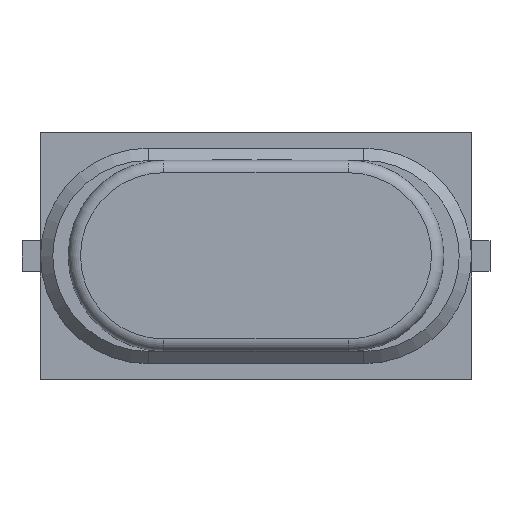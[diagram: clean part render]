
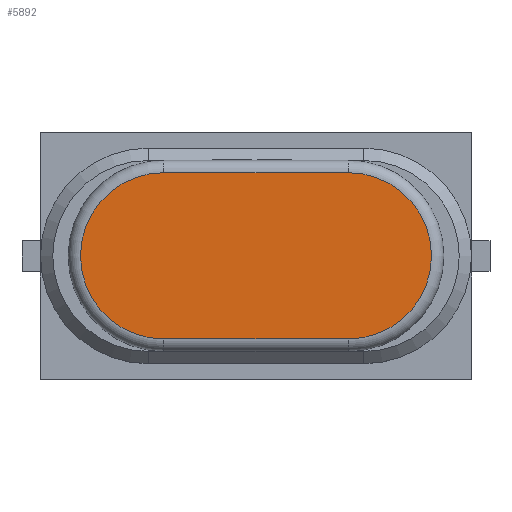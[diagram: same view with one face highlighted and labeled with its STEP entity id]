
A CAD part, top view. The second image highlights one B-rep face of the part: STEP entity #5892.
In plain terms, the highlighted planar face has unit normal (0, 0, 1).
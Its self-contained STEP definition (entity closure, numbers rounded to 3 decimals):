
#397=PLANE('',#6285);
#755=LINE('',#8608,#1366);
#756=LINE('',#8611,#1367);
#1366=VECTOR('',#6846,1.);
#1367=VECTOR('',#6849,1.);
#1828=FACE_OUTER_BOUND('',#2163,.T.);
#2163=EDGE_LOOP('',(#4212,#4213,#4214,#4215));
#2471=CIRCLE('',#6220,1.35);
#2484=CIRCLE('',#6286,1.35);
#2489=VERTEX_POINT('',#7786);
#2490=VERTEX_POINT('',#7788);
#2739=VERTEX_POINT('',#8607);
#2740=VERTEX_POINT('',#8609);
#3053=EDGE_CURVE('',#2490,#2489,#2471,.T.);
#3324=EDGE_CURVE('',#2489,#2739,#755,.T.);
#3325=EDGE_CURVE('',#2739,#2740,#2484,.T.);
#3326=EDGE_CURVE('',#2740,#2490,#756,.T.);
#4212=ORIENTED_EDGE('',*,*,#3053,.T.);
#4213=ORIENTED_EDGE('',*,*,#3324,.T.);
#4214=ORIENTED_EDGE('',*,*,#3325,.T.);
#4215=ORIENTED_EDGE('',*,*,#3326,.T.);
#5892=ADVANCED_FACE('',(#1828),#397,.T.);
#6220=AXIS2_PLACEMENT_3D('',#7789,#6544,#6545);
#6285=AXIS2_PLACEMENT_3D('',#8606,#6844,#6845);
#6286=AXIS2_PLACEMENT_3D('',#8610,#6847,#6848);
#6544=DIRECTION('center_axis',(0.,0.,1.));
#6545=DIRECTION('ref_axis',(1.,0.,0.));
#6844=DIRECTION('center_axis',(0.,0.,1.));
#6845=DIRECTION('ref_axis',(1.,0.,0.));
#6846=DIRECTION('',(-1.,0.,0.));
#6847=DIRECTION('center_axis',(0.,0.,1.));
#6848=DIRECTION('ref_axis',(1.,0.,0.));
#6849=DIRECTION('',(1.,0.,0.));
#7786=CARTESIAN_POINT('',(1.5,1.35,2.01));
#7788=CARTESIAN_POINT('',(1.5,-1.35,2.01));
#7789=CARTESIAN_POINT('Origin',(1.5,0.,2.01));
#8606=CARTESIAN_POINT('Origin',(-1.5,0.,2.01));
#8607=CARTESIAN_POINT('',(-1.5,1.35,2.01));
#8608=CARTESIAN_POINT('',(-1.5,1.35,2.01));
#8609=CARTESIAN_POINT('',(-1.5,-1.35,2.01));
#8610=CARTESIAN_POINT('Origin',(-1.5,0.,2.01));
#8611=CARTESIAN_POINT('',(1.5,-1.35,2.01));
